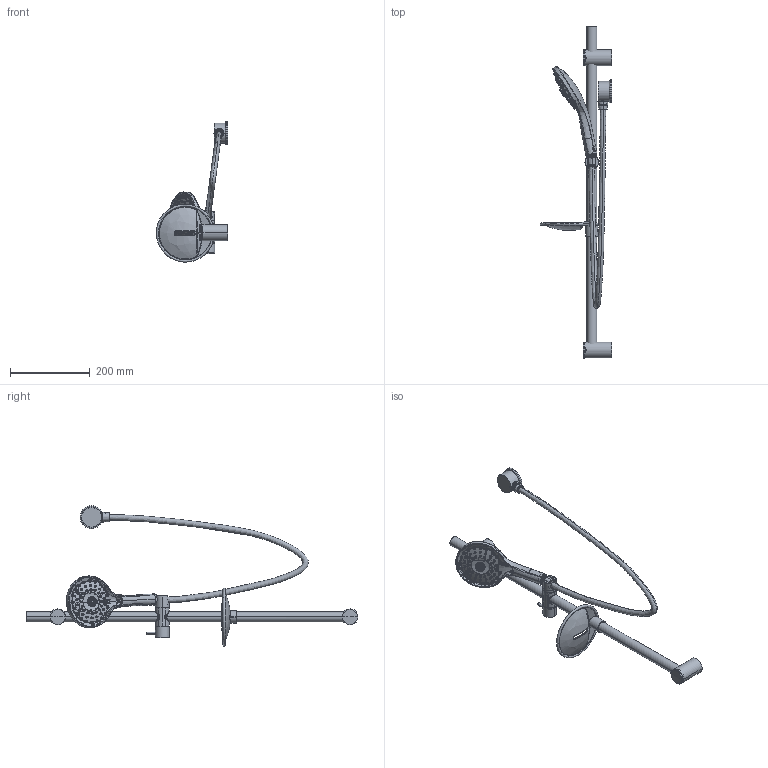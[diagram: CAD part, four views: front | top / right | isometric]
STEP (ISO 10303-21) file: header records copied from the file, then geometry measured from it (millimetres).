
FILE_DESCRIPTION((''),'2;1');
FILE_NAME('POSH-02_ASM','2017-12-20T',('solexrd039'),(''),'PRO/ENGINEER BY PARAMETRIC TECHNOLOGY CORPORATION, 2010280','PRO/ENGINEER BY PARAMETRIC TECHNOLOGY CORPORATION, 2010280','');
FILE_SCHEMA(('CONFIG_CONTROL_DESIGN'));
Length unit declared in the file: millimetre
Products named in the file (40): M50110-033; 9556; M50110-026; M50353-30_1; M50353-032_1; M50311-001_1; M50353-029_1; M50311-009_1; M50353-031_1; M50353-016_1; M50353-028_ASM_1_ASM; M50162-007_8128; T30020-041_1; M20010-018_1; M20010-017_1; T30020_ASM_1_ASM; 82T30020-001-CA18_ASM; 654654; P80600-001_1; P80600-007_1; P80600-006_1; P80600-008_ASM_1_ASM; P80600-003_1; P80600-002_ASM_1_ASM; P80600-004_2; P80600-005_1; P80600-018_1; 40000329_1; P80600-019_1; 40001125_1; P80600-005_ASM_1_ASM; MANIFOLD_SOLID_BREP_328440; MANIFOLD_SOLID_BREP_328621; MANIFOLD_SOLID_BREP_328802; MANIFOLD_SOLID_BREP_328983; MANIFOLD_SOLID_BREP_329164; P80600-002_1_ASM; P80600_ASM_2_ASM; 81P80600-000-001_ASM; POSH-02_ASM
Assembly tree (41 placements, depth 6):
  POSH-02_ASM
    M50110-033
    9556
    M50110-026  x2
    M50353-028_ASM_1_ASM
      M50353-30_1
      M50353-032_1
      M50311-001_1
      M50353-029_1
      M50311-009_1
      M50353-031_1  x2
      M50353-016_1
    M50162-007_8128
    82T30020-001-CA18_ASM
      T30020_ASM_1_ASM
        T30020-041_1
        M20010-018_1
        M20010-017_1
    654654
    81P80600-000-001_ASM
      P80600_ASM_2_ASM
        P80600-001_1
        P80600-002_ASM_1_ASM
          P80600-008_ASM_1_ASM
            P80600-007_1
            P80600-006_1
          P80600-003_1
        P80600-004_2
        P80600-005_ASM_1_ASM
          P80600-005_1
          P80600-018_1
          40000329_1
          P80600-019_1
          40001125_1
        P80600-002_1_ASM
          MANIFOLD_SOLID_BREP_328440
          MANIFOLD_SOLID_BREP_328621
          MANIFOLD_SOLID_BREP_328802
          MANIFOLD_SOLID_BREP_328983
          MANIFOLD_SOLID_BREP_329164
Bounding box: 179.48 x 833.49 x 352.38 mm (x, y, z)
Volume: 458188 mm3; surface area: 403912.1 mm2
Topology: 31 solids, 31 shells, 3329 faces, 9174 edges, 5937 vertices
Faces by surface type: bspline 826, cylinder 787, plane 783, cone 470, torus 356, sphere 97, extrusion 10
Entity records: 179823 total; most frequent: CARTESIAN_POINT 105639, ORIENTED_EDGE 17448, DIRECTION 12629, EDGE_CURVE 8724, VERTEX_POINT 5696, AXIS2_PLACEMENT_3D 5163, B_SPLINE_CURVE_WITH_KNOTS 3761, EDGE_LOOP 3478
